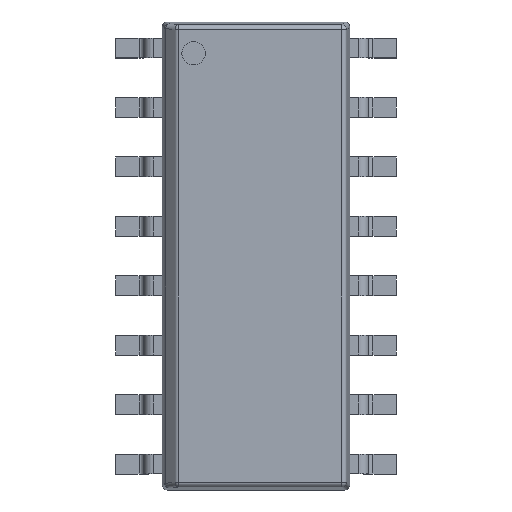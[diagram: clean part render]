
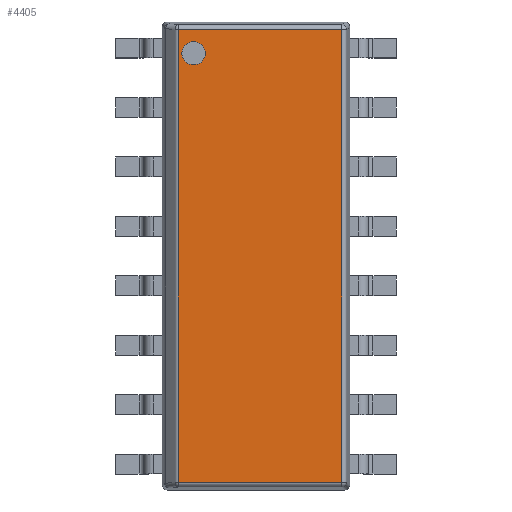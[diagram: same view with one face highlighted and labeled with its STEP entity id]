
A CAD part, top view. The second image highlights one B-rep face of the part: STEP entity #4405.
In plain terms, the highlighted planar face has unit normal (0, 0, 1).
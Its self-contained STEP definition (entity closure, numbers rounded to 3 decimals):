
#3446 = CYLINDRICAL_SURFACE('',#3447,0.1);
#3447 = AXIS2_PLACEMENT_3D('',#3448,#3449,#3450);
#3448 = CARTESIAN_POINT('',(0.3,0.164,1.65));
#3449 = DIRECTION('',(1.,0.,0.));
#3450 = DIRECTION('',(0.,-0.995,0.105));
#3595 = CYLINDRICAL_SURFACE('',#3596,0.1);
#3596 = AXIS2_PLACEMENT_3D('',#3597,#3598,#3599);
#3597 = CARTESIAN_POINT('',(0.3,9.836,1.65));
#3598 = DIRECTION('',(1.,0.,0.));
#3599 = DIRECTION('',(0.,0.995,0.105));
#3671 = CYLINDRICAL_SURFACE('',#3672,0.1);
#3672 = AXIS2_PLACEMENT_3D('',#3673,#3674,#3675);
#3673 = CARTESIAN_POINT('',(3.836,0.074,1.65));
#3674 = DIRECTION('',(0.,1.,0.));
#3675 = DIRECTION('',(0.995,0.,0.105));
#3975 = VERTEX_POINT('',#3976);
#3976 = CARTESIAN_POINT('',(0.341,0.164,1.75));
#4013 = EDGE_CURVE('',#3975,#4014,#4016,.T.);
#4014 = VERTEX_POINT('',#4015);
#4015 = CARTESIAN_POINT('',(3.836,0.164,1.75));
#4016 = SURFACE_CURVE('',#4017,(#4021,#4028),.PCURVE_S1.);
#4017 = LINE('',#4018,#4019);
#4018 = CARTESIAN_POINT('',(0.3,0.164,1.75));
#4019 = VECTOR('',#4020,1.);
#4020 = DIRECTION('',(1.,0.,0.));
#4021 = PCURVE('',#3446,#4022);
#4022 = DEFINITIONAL_REPRESENTATION('',(#4023),#4027);
#4023 = LINE('',#4024,#4025);
#4024 = CARTESIAN_POINT('',(-1.466,0.));
#4025 = VECTOR('',#4026,1.);
#4026 = DIRECTION('',(0.,1.));
#4027 = ( GEOMETRIC_REPRESENTATION_CONTEXT(2) 
PARAMETRIC_REPRESENTATION_CONTEXT() REPRESENTATION_CONTEXT('2D SPACE',''
  ) );
#4028 = PCURVE('',#4029,#4034);
#4029 = PLANE('',#4030);
#4030 = AXIS2_PLACEMENT_3D('',#4031,#4032,#4033);
#4031 = CARTESIAN_POINT('',(0.,0.,1.75));
#4032 = DIRECTION('',(0.,0.,1.));
#4033 = DIRECTION('',(1.,0.,0.));
#4034 = DEFINITIONAL_REPRESENTATION('',(#4035),#4039);
#4035 = LINE('',#4036,#4037);
#4036 = CARTESIAN_POINT('',(0.3,0.164));
#4037 = VECTOR('',#4038,1.);
#4038 = DIRECTION('',(1.,0.));
#4039 = ( GEOMETRIC_REPRESENTATION_CONTEXT(2) 
PARAMETRIC_REPRESENTATION_CONTEXT() REPRESENTATION_CONTEXT('2D SPACE',''
  ) );
#4177 = VERTEX_POINT('',#4178);
#4178 = CARTESIAN_POINT('',(0.341,9.836,1.75));
#4215 = EDGE_CURVE('',#4177,#4216,#4218,.T.);
#4216 = VERTEX_POINT('',#4217);
#4217 = CARTESIAN_POINT('',(3.836,9.836,1.75));
#4218 = SURFACE_CURVE('',#4219,(#4223,#4230),.PCURVE_S1.);
#4219 = LINE('',#4220,#4221);
#4220 = CARTESIAN_POINT('',(0.3,9.836,1.75));
#4221 = VECTOR('',#4222,1.);
#4222 = DIRECTION('',(1.,0.,0.));
#4223 = PCURVE('',#3595,#4224);
#4224 = DEFINITIONAL_REPRESENTATION('',(#4225),#4229);
#4225 = LINE('',#4226,#4227);
#4226 = CARTESIAN_POINT('',(1.466,0.));
#4227 = VECTOR('',#4228,1.);
#4228 = DIRECTION('',(0.,1.));
#4229 = ( GEOMETRIC_REPRESENTATION_CONTEXT(2) 
PARAMETRIC_REPRESENTATION_CONTEXT() REPRESENTATION_CONTEXT('2D SPACE',''
  ) );
#4230 = PCURVE('',#4029,#4231);
#4231 = DEFINITIONAL_REPRESENTATION('',(#4232),#4236);
#4232 = LINE('',#4233,#4234);
#4233 = CARTESIAN_POINT('',(0.3,9.836));
#4234 = VECTOR('',#4235,1.);
#4235 = DIRECTION('',(1.,0.));
#4236 = ( GEOMETRIC_REPRESENTATION_CONTEXT(2) 
PARAMETRIC_REPRESENTATION_CONTEXT() REPRESENTATION_CONTEXT('2D SPACE',''
  ) );
#4290 = EDGE_CURVE('',#4014,#4216,#4291,.T.);
#4291 = SURFACE_CURVE('',#4292,(#4296,#4303),.PCURVE_S1.);
#4292 = LINE('',#4293,#4294);
#4293 = CARTESIAN_POINT('',(3.836,0.074,1.75));
#4294 = VECTOR('',#4295,1.);
#4295 = DIRECTION('',(0.,1.,0.));
#4296 = PCURVE('',#3671,#4297);
#4297 = DEFINITIONAL_REPRESENTATION('',(#4298),#4302);
#4298 = LINE('',#4299,#4300);
#4299 = CARTESIAN_POINT('',(-1.466,0.));
#4300 = VECTOR('',#4301,1.);
#4301 = DIRECTION('',(0.,1.));
#4302 = ( GEOMETRIC_REPRESENTATION_CONTEXT(2) 
PARAMETRIC_REPRESENTATION_CONTEXT() REPRESENTATION_CONTEXT('2D SPACE',''
  ) );
#4303 = PCURVE('',#4029,#4304);
#4304 = DEFINITIONAL_REPRESENTATION('',(#4305),#4309);
#4305 = LINE('',#4306,#4307);
#4306 = CARTESIAN_POINT('',(3.836,0.074));
#4307 = VECTOR('',#4308,1.);
#4308 = DIRECTION('',(0.,1.));
#4309 = ( GEOMETRIC_REPRESENTATION_CONTEXT(2) 
PARAMETRIC_REPRESENTATION_CONTEXT() REPRESENTATION_CONTEXT('2D SPACE',''
  ) );
#4362 = CYLINDRICAL_SURFACE('',#4363,0.1);
#4363 = AXIS2_PLACEMENT_3D('',#4364,#4365,#4366);
#4364 = CARTESIAN_POINT('',(0.341,0.074,1.65));
#4365 = DIRECTION('',(0.,1.,0.));
#4366 = DIRECTION('',(-0.707,0.,0.707));
#4405 = ADVANCED_FACE('',(#4406,#4432),#4029,.T.);
#4406 = FACE_BOUND('',#4407,.T.);
#4407 = EDGE_LOOP('',(#4408,#4409,#4430,#4431));
#4408 = ORIENTED_EDGE('',*,*,#4215,.F.);
#4409 = ORIENTED_EDGE('',*,*,#4410,.F.);
#4410 = EDGE_CURVE('',#3975,#4177,#4411,.T.);
#4411 = SURFACE_CURVE('',#4412,(#4416,#4423),.PCURVE_S1.);
#4412 = LINE('',#4413,#4414);
#4413 = CARTESIAN_POINT('',(0.341,0.074,1.75));
#4414 = VECTOR('',#4415,1.);
#4415 = DIRECTION('',(0.,1.,0.));
#4416 = PCURVE('',#4029,#4417);
#4417 = DEFINITIONAL_REPRESENTATION('',(#4418),#4422);
#4418 = LINE('',#4419,#4420);
#4419 = CARTESIAN_POINT('',(0.341,0.074));
#4420 = VECTOR('',#4421,1.);
#4421 = DIRECTION('',(0.,1.));
#4422 = ( GEOMETRIC_REPRESENTATION_CONTEXT(2) 
PARAMETRIC_REPRESENTATION_CONTEXT() REPRESENTATION_CONTEXT('2D SPACE',''
  ) );
#4423 = PCURVE('',#4362,#4424);
#4424 = DEFINITIONAL_REPRESENTATION('',(#4425),#4429);
#4425 = LINE('',#4426,#4427);
#4426 = CARTESIAN_POINT('',(0.785,0.));
#4427 = VECTOR('',#4428,1.);
#4428 = DIRECTION('',(0.,1.));
#4429 = ( GEOMETRIC_REPRESENTATION_CONTEXT(2) 
PARAMETRIC_REPRESENTATION_CONTEXT() REPRESENTATION_CONTEXT('2D SPACE',''
  ) );
#4430 = ORIENTED_EDGE('',*,*,#4013,.T.);
#4431 = ORIENTED_EDGE('',*,*,#4290,.T.);
#4432 = FACE_BOUND('',#4433,.T.);
#4433 = EDGE_LOOP('',(#4434));
#4434 = ORIENTED_EDGE('',*,*,#4435,.F.);
#4435 = EDGE_CURVE('',#4436,#4436,#4438,.T.);
#4436 = VERTEX_POINT('',#4437);
#4437 = CARTESIAN_POINT('',(0.917,9.333,1.75));
#4438 = SURFACE_CURVE('',#4439,(#4444,#4451),.PCURVE_S1.);
#4439 = CIRCLE('',#4440,0.25);
#4440 = AXIS2_PLACEMENT_3D('',#4441,#4442,#4443);
#4441 = CARTESIAN_POINT('',(0.667,9.333,1.75));
#4442 = DIRECTION('',(0.,0.,1.));
#4443 = DIRECTION('',(1.,0.,0.));
#4444 = PCURVE('',#4029,#4445);
#4445 = DEFINITIONAL_REPRESENTATION('',(#4446),#4450);
#4446 = CIRCLE('',#4447,0.25);
#4447 = AXIS2_PLACEMENT_2D('',#4448,#4449);
#4448 = CARTESIAN_POINT('',(0.667,9.333));
#4449 = DIRECTION('',(1.,0.));
#4450 = ( GEOMETRIC_REPRESENTATION_CONTEXT(2) 
PARAMETRIC_REPRESENTATION_CONTEXT() REPRESENTATION_CONTEXT('2D SPACE',''
  ) );
#4451 = PCURVE('',#4452,#4457);
#4452 = CYLINDRICAL_SURFACE('',#4453,0.25);
#4453 = AXIS2_PLACEMENT_3D('',#4454,#4455,#4456);
#4454 = CARTESIAN_POINT('',(0.667,9.333,1.65));
#4455 = DIRECTION('',(0.,0.,1.));
#4456 = DIRECTION('',(1.,0.,0.));
#4457 = DEFINITIONAL_REPRESENTATION('',(#4458),#4462);
#4458 = LINE('',#4459,#4460);
#4459 = CARTESIAN_POINT('',(0.,0.1));
#4460 = VECTOR('',#4461,1.);
#4461 = DIRECTION('',(1.,0.));
#4462 = ( GEOMETRIC_REPRESENTATION_CONTEXT(2) 
PARAMETRIC_REPRESENTATION_CONTEXT() REPRESENTATION_CONTEXT('2D SPACE',''
  ) );
